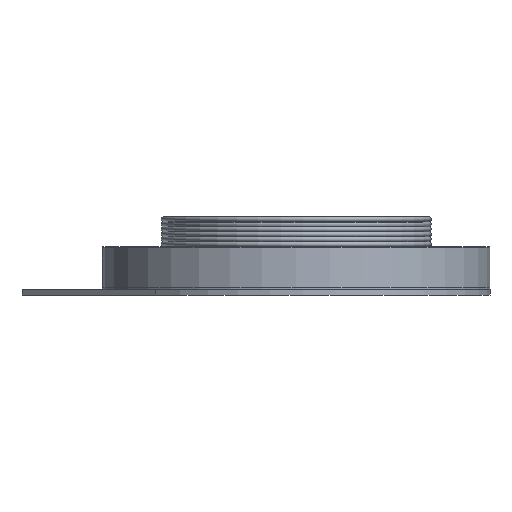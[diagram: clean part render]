
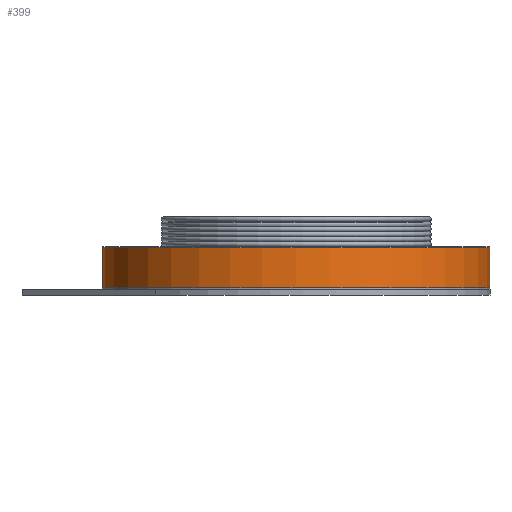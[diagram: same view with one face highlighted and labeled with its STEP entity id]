
A CAD part, left-side view. The second image highlights one B-rep face of the part: STEP entity #399.
In plain terms, the highlighted cylindrical face has radius 5.15 mm (diameter 10.3 mm), a full revolution.
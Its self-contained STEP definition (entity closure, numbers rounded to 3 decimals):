
#399 = ADVANCED_FACE( '', ( #866, #867 ), #868, .T. );
#866 = FACE_OUTER_BOUND( '', #2987, .T. );
#867 = FACE_OUTER_BOUND( '', #2988, .T. );
#868 = CYLINDRICAL_SURFACE( '', #2989, 5.15 );
#2987 = EDGE_LOOP( '', ( #5824 ) );
#2988 = EDGE_LOOP( '', ( #5825 ) );
#2989 = AXIS2_PLACEMENT_3D( '', #5826, #5827, #5828 );
#5824 = ORIENTED_EDGE( '', *, *, #6566, .F. );
#5825 = ORIENTED_EDGE( '', *, *, #6567, .T. );
#5826 = CARTESIAN_POINT( '', ( 0., 0., -1.06 ) );
#5827 = DIRECTION( '', ( 0., 0., -1. ) );
#5828 = DIRECTION( '', ( 1., 0., 0. ) );
#6566 = EDGE_CURVE( '', #7047, #7047, #7048, .T. );
#6567 = EDGE_CURVE( '', #7049, #7049, #7050, .T. );
#7047 = VERTEX_POINT( '', #8171 );
#7048 = CIRCLE( '', #8172, 5.15 );
#7049 = VERTEX_POINT( '', #8173 );
#7050 = CIRCLE( '', #8174, 5.15 );
#8171 = CARTESIAN_POINT( '', ( 5.15, 0., -1.06 ) );
#8172 = AXIS2_PLACEMENT_3D( '', #8880, #8881, #8882 );
#8173 = CARTESIAN_POINT( '', ( 5.15, 0., 0. ) );
#8174 = AXIS2_PLACEMENT_3D( '', #8883, #8884, #8885 );
#8880 = CARTESIAN_POINT( '', ( 0., 0., -1.06 ) );
#8881 = DIRECTION( '', ( 0., 0., -1. ) );
#8882 = DIRECTION( '', ( 1., 0., 0. ) );
#8883 = CARTESIAN_POINT( '', ( 0., 0., 0. ) );
#8884 = DIRECTION( '', ( 0., 0., -1. ) );
#8885 = DIRECTION( '', ( 1., 0., 0. ) );
